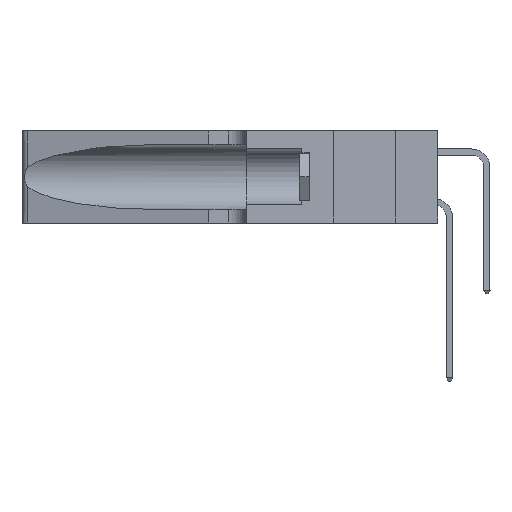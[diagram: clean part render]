
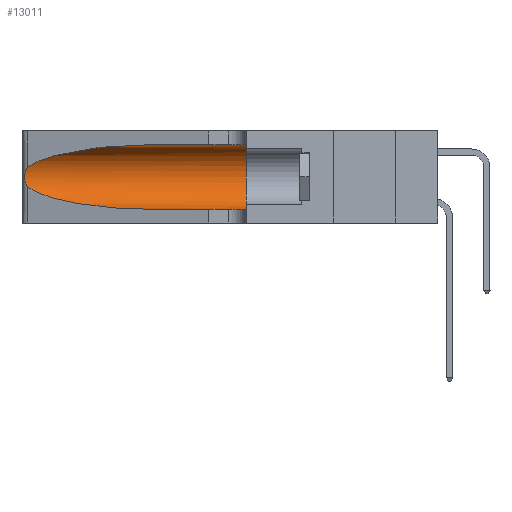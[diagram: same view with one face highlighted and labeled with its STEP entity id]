
A CAD part, left-side view. The second image highlights one B-rep face of the part: STEP entity #13011.
In plain terms, the highlighted cylindrical face has radius 3.308 mm (diameter 6.617 mm), a partial arc.
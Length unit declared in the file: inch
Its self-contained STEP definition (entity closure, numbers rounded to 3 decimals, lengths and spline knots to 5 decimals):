
#66 = CARTESIAN_POINT ( 'NONE',  ( 0.1305, 0.35, 0.31525 ) ) ;
#286 = CARTESIAN_POINT ( 'NONE',  ( 0.1305, 0.72297, 0.31525 ) ) ;
#767 = EDGE_CURVE ( 'NONE', #18901, #36476, #8065, .T. ) ;
#1335 = VERTEX_POINT ( 'NONE', #66 ) ;
#2065 = FACE_OUTER_BOUND ( 'NONE', #34117, .T. ) ;
#2252 = CARTESIAN_POINT ( 'NONE',  ( 0.25555, 1.22994, 0.2215 ) ) ;
#2388 = CARTESIAN_POINT ( 'NONE',  ( 0.25639, 1.23184, 0.21858 ) ) ;
#2861 = CARTESIAN_POINT ( 'NONE',  ( 0.1305, 0.35, 0.185 ) ) ;
#3326 = EDGE_CURVE ( 'NONE', #16039, #6801, #33622, .T. ) ;
#3625 = EDGE_CURVE ( 'NONE', #1335, #36476, #19405, .T. ) ;
#3685 = CARTESIAN_POINT ( 'NONE',  ( 0.25639, 1.23186, 0.15144 ) ) ;
#5388 = CARTESIAN_POINT ( 'NONE',  ( 0.25487, 1.22718, 0.22369 ) ) ;
#5632 = CARTESIAN_POINT ( 'NONE',  ( 0.2373, 1.15595, 0.08982 ) ) ;
#6193 = EDGE_CURVE ( 'NONE', #6801, #6674, #26392, .T. ) ;
#6674 = VERTEX_POINT ( 'NONE', #37158 ) ;
#6801 = VERTEX_POINT ( 'NONE', #15573 ) ;
#8065 = LINE ( 'NONE', #28047, #16292 ) ;
#8362 = CARTESIAN_POINT ( 'NONE',  ( 0.18966, 0.96281, 0.05475 ) ) ;
#8919 = CYLINDRICAL_SURFACE ( 'NONE', #20421, 0.13025 ) ;
#9282 = CARTESIAN_POINT ( 'NONE',  ( 0.25487, 1.22718, 0.22369 ) ) ;
#10685 = AXIS2_PLACEMENT_3D ( 'NONE', #2861, #12107, #18690 ) ;
#11078 = CARTESIAN_POINT ( 'NONE',  ( 0.1305, 1.61858, 0.31525 ) ) ;
#11688 = ORIENTED_EDGE ( 'NONE', *, *, #6193, .T. ) ;
#12107 = DIRECTION ( 'NONE',  ( 0., 1., 0. ) ) ;
#13011 = ADVANCED_FACE ( 'NONE', ( #2065 ), #8919, .F. ) ;
#13236 = VECTOR ( 'NONE', #16847, 39.37008 ) ;
#15573 = CARTESIAN_POINT ( 'NONE',  ( 0.25487, 1.22718, 0.22369 ) ) ;
#16039 = VERTEX_POINT ( 'NONE', #286 ) ;
#16292 = VECTOR ( 'NONE', #18383, 39.37008 ) ;
#16847 = DIRECTION ( 'NONE',  ( 0., -1., 0. ) ) ;
#17684 = CARTESIAN_POINT ( 'NONE',  ( 0.25856, 1.23593, 0.16098 ) ) ;
#17813 = CARTESIAN_POINT ( 'NONE',  ( 0.26075, 1.23896, 0.19203 ) ) ;
#18034 = LINE ( 'NONE', #11078, #13236 ) ;
#18060 = CARTESIAN_POINT ( 'NONE',  ( 0.25487, 1.22718, 0.14631 ) ) ;
#18383 = DIRECTION ( 'NONE',  ( 0., -1., 0. ) ) ;
#18690 = DIRECTION ( 'NONE',  ( 0., 0., 1. ) ) ;
#18901 = VERTEX_POINT ( 'NONE', #21372 ) ;
#19405 = CIRCLE ( 'NONE', #10685, 0.13025 ) ;
#19626 = DIRECTION ( 'NONE',  ( 0., -1., 0. ) ) ;
#19771 = DIRECTION ( 'NONE',  ( 0., 0., -1. ) ) ;
#19985 = ORIENTED_EDGE ( 'NONE', *, *, #37206, .F. ) ;
#20043 = ORIENTED_EDGE ( 'NONE', *, *, #767, .T. ) ;
#20421 = AXIS2_PLACEMENT_3D ( 'NONE', #22622, #19626, #19771 ) ;
#20809 = CARTESIAN_POINT ( 'NONE',  ( 0.25789, 1.23486, 0.15765 ) ) ;
#20921 =( BOUNDED_CURVE ( )  B_SPLINE_CURVE ( 3, ( #18060, #5632, #8362, #33693 ),
 .UNSPECIFIED., .F., .F. ) 
 B_SPLINE_CURVE_WITH_KNOTS ( ( 4, 4 ),
 ( 3.44316, 4.71239 ),
 .UNSPECIFIED. ) 
 CURVE ( )  GEOMETRIC_REPRESENTATION_ITEM ( )  RATIONAL_B_SPLINE_CURVE ( ( 1., 0.87, 0.87, 1. ) ) 
 REPRESENTATION_ITEM ( '' )  );
#21372 = CARTESIAN_POINT ( 'NONE',  ( 0.1305, 0.72297, 0.05475 ) ) ;
#22622 = CARTESIAN_POINT ( 'NONE',  ( 0.1305, 1.61858, 0.185 ) ) ;
#23920 = CARTESIAN_POINT ( 'NONE',  ( 0.25787, 1.23484, 0.2124 ) ) ;
#26175 = CARTESIAN_POINT ( 'NONE',  ( 0.25487, 1.22718, 0.14631 ) ) ;
#26392 = B_SPLINE_CURVE_WITH_KNOTS ( 'NONE', 3,
 ( #5388, #2252, #2388, #23920, #36455, #30212, #17813, #39557, #36311, #17684, #20809, #3685, #31494, #26175 ),
 .UNSPECIFIED., .F., .F.,
 ( 4, 2, 2, 2, 2, 2, 4 ),
 ( 0., 0.00027, 0.00053, 0.00107, 0.0016, 0.00187, 0.00214 ),
 .UNSPECIFIED. ) ;
#26659 = EDGE_CURVE ( 'NONE', #6674, #18901, #20921, .T. ) ;
#27827 = CARTESIAN_POINT ( 'NONE',  ( 0.18966, 0.96281, 0.31525 ) ) ;
#28047 = CARTESIAN_POINT ( 'NONE',  ( 0.1305, 1.61858, 0.05475 ) ) ;
#28100 = CARTESIAN_POINT ( 'NONE',  ( 0.2373, 1.15595, 0.28018 ) ) ;
#29138 = CARTESIAN_POINT ( 'NONE',  ( 0.1305, 0.35, 0.05475 ) ) ;
#30212 = CARTESIAN_POINT ( 'NONE',  ( 0.26018, 1.23835, 0.19895 ) ) ;
#30796 = ORIENTED_EDGE ( 'NONE', *, *, #26659, .T. ) ;
#31089 = CARTESIAN_POINT ( 'NONE',  ( 0.1305, 0.72297, 0.31525 ) ) ;
#31494 = CARTESIAN_POINT ( 'NONE',  ( 0.25555, 1.22993, 0.14849 ) ) ;
#33622 =( BOUNDED_CURVE ( )  B_SPLINE_CURVE ( 3, ( #31089, #27827, #28100, #9282 ),
 .UNSPECIFIED., .F., .T. ) 
 B_SPLINE_CURVE_WITH_KNOTS ( ( 4, 4 ),
 ( 1.5708, 2.84003 ),
 .UNSPECIFIED. ) 
 CURVE ( )  GEOMETRIC_REPRESENTATION_ITEM ( )  RATIONAL_B_SPLINE_CURVE ( ( 1., 0.87, 0.87, 1. ) ) 
 REPRESENTATION_ITEM ( '' )  );
#33693 = CARTESIAN_POINT ( 'NONE',  ( 0.1305, 0.72297, 0.05475 ) ) ;
#34117 = EDGE_LOOP ( 'NONE', ( #34192, #11688, #30796, #20043, #35154, #19985 ) ) ;
#34192 = ORIENTED_EDGE ( 'NONE', *, *, #3326, .T. ) ;
#35154 = ORIENTED_EDGE ( 'NONE', *, *, #3625, .F. ) ;
#36311 = CARTESIAN_POINT ( 'NONE',  ( 0.26017, 1.23833, 0.17102 ) ) ;
#36455 = CARTESIAN_POINT ( 'NONE',  ( 0.25854, 1.2359, 0.20912 ) ) ;
#36476 = VERTEX_POINT ( 'NONE', #29138 ) ;
#37158 = CARTESIAN_POINT ( 'NONE',  ( 0.25487, 1.22718, 0.14631 ) ) ;
#37206 = EDGE_CURVE ( 'NONE', #16039, #1335, #18034, .T. ) ;
#39557 = CARTESIAN_POINT ( 'NONE',  ( 0.26075, 1.23896, 0.178 ) ) ;
